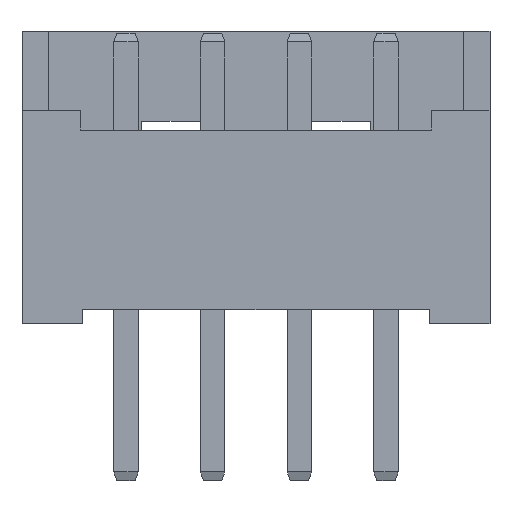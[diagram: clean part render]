
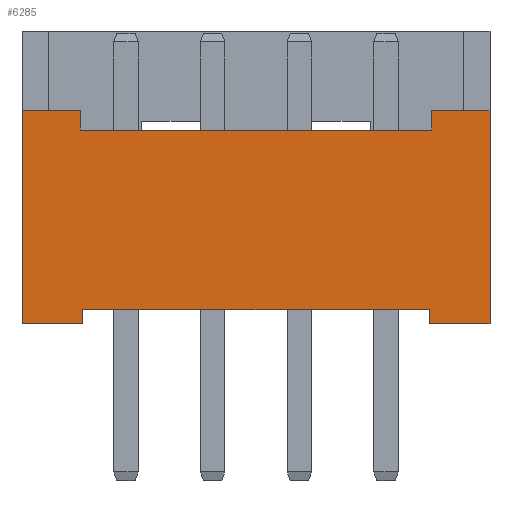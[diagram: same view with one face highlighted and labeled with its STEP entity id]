
A CAD part, front view. The second image highlights one B-rep face of the part: STEP entity #6285.
In plain terms, the highlighted planar face has unit normal (0, -1, 0).
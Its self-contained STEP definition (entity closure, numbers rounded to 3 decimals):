
#345=ORIENTED_EDGE('',*,*,#1653,.F.);
#346=ORIENTED_EDGE('',*,*,#1654,.T.);
#347=ORIENTED_EDGE('',*,*,#1655,.F.);
#348=ORIENTED_EDGE('',*,*,#1656,.F.);
#349=ORIENTED_EDGE('',*,*,#1657,.T.);
#350=ORIENTED_EDGE('',*,*,#1658,.T.);
#351=ORIENTED_EDGE('',*,*,#1659,.T.);
#352=ORIENTED_EDGE('',*,*,#1660,.T.);
#353=ORIENTED_EDGE('',*,*,#1661,.T.);
#354=ORIENTED_EDGE('',*,*,#1662,.T.);
#355=ORIENTED_EDGE('',*,*,#1663,.F.);
#356=ORIENTED_EDGE('',*,*,#1664,.F.);
#1653=EDGE_CURVE('',#2307,#2308,#2735,.T.);
#1654=EDGE_CURVE('',#2307,#2309,#2736,.T.);
#1655=EDGE_CURVE('',#2310,#2309,#2737,.T.);
#1656=EDGE_CURVE('',#2311,#2310,#2738,.T.);
#1657=EDGE_CURVE('',#2311,#2312,#2739,.T.);
#1658=EDGE_CURVE('',#2312,#2313,#2740,.T.);
#1659=EDGE_CURVE('',#2313,#2314,#2741,.T.);
#1660=EDGE_CURVE('',#2314,#2315,#2742,.T.);
#1661=EDGE_CURVE('',#2315,#2316,#2743,.T.);
#1662=EDGE_CURVE('',#2316,#2317,#2744,.T.);
#1663=EDGE_CURVE('',#2318,#2317,#2745,.T.);
#1664=EDGE_CURVE('',#2308,#2318,#2746,.T.);
#2307=VERTEX_POINT('',#7692);
#2308=VERTEX_POINT('',#7693);
#2309=VERTEX_POINT('',#7695);
#2310=VERTEX_POINT('',#7697);
#2311=VERTEX_POINT('',#7699);
#2312=VERTEX_POINT('',#7701);
#2313=VERTEX_POINT('',#7703);
#2314=VERTEX_POINT('',#7705);
#2315=VERTEX_POINT('',#7707);
#2316=VERTEX_POINT('',#7709);
#2317=VERTEX_POINT('',#7711);
#2318=VERTEX_POINT('',#7713);
#2735=LINE('',#7691,#3125);
#2736=LINE('',#7694,#3126);
#2737=LINE('',#7696,#3127);
#2738=LINE('',#7698,#3128);
#2739=LINE('',#7700,#3129);
#2740=LINE('',#7702,#3130);
#2741=LINE('',#7704,#3131);
#2742=LINE('',#7706,#3132);
#2743=LINE('',#7708,#3133);
#2744=LINE('',#7710,#3134);
#2745=LINE('',#7712,#3135);
#2746=LINE('',#7714,#3136);
#3125=VECTOR('',#6827,1000.);
#3126=VECTOR('',#6828,1000.);
#3127=VECTOR('',#6829,1000.);
#3128=VECTOR('',#6830,1000.);
#3129=VECTOR('',#6831,1000.);
#3130=VECTOR('',#6832,1000.);
#3131=VECTOR('',#6833,1000.);
#3132=VECTOR('',#6834,1000.);
#3133=VECTOR('',#6835,1000.);
#3134=VECTOR('',#6836,1000.);
#3135=VECTOR('',#6837,1000.);
#3136=VECTOR('',#6838,1000.);
#3515=EDGE_LOOP('',(#345,#346,#347,#348,#349,#350,#351,#352,#353,#354,#355,
#356));
#3815=FACE_BOUND('',#3515,.T.);
#4115=PLANE('',#6586);
#6285=ADVANCED_FACE('',(#3815),#4115,.T.);
#6586=AXIS2_PLACEMENT_3D('',#7690,#6825,#6826);
#6825=DIRECTION('',(0.,-1.,0.));
#6826=DIRECTION('',(0.,0.,-1.));
#6827=DIRECTION('',(-1.,0.,0.));
#6828=DIRECTION('',(0.,0.,-1.));
#6829=DIRECTION('',(-1.,0.,0.));
#6830=DIRECTION('',(0.,0.,-1.));
#6831=DIRECTION('',(-1.,0.,0.));
#6832=DIRECTION('',(0.,0.,-1.));
#6833=DIRECTION('',(-1.,0.,0.));
#6834=DIRECTION('',(0.,0.,1.));
#6835=DIRECTION('',(-1.,0.,0.));
#6836=DIRECTION('',(0.,0.,-1.));
#6837=DIRECTION('',(-1.,0.,0.));
#6838=DIRECTION('',(0.,0.,-1.));
#7690=CARTESIAN_POINT('',(3.374,-1.93,1.27));
#7691=CARTESIAN_POINT('',(-1.25,-1.93,0.203));
#7692=CARTESIAN_POINT('',(2.5,-1.93,0.203));
#7693=CARTESIAN_POINT('',(-2.5,-1.93,0.203));
#7694=CARTESIAN_POINT('',(2.5,-1.93,0.203));
#7695=CARTESIAN_POINT('',(2.5,-1.93,0.));
#7696=CARTESIAN_POINT('',(3.374,-1.93,0.));
#7697=CARTESIAN_POINT('',(3.374,-1.93,0.));
#7698=CARTESIAN_POINT('',(3.374,-1.93,1.27));
#7699=CARTESIAN_POINT('',(3.374,-1.93,3.073));
#7700=CARTESIAN_POINT('',(6.553,-1.93,3.073));
#7701=CARTESIAN_POINT('',(2.535,-1.93,3.073));
#7702=CARTESIAN_POINT('',(2.535,-1.93,3.073));
#7703=CARTESIAN_POINT('',(2.535,-1.93,2.794));
#7704=CARTESIAN_POINT('',(2.535,-1.93,2.794));
#7705=CARTESIAN_POINT('',(-2.535,-1.93,2.794));
#7706=CARTESIAN_POINT('',(-2.535,-1.93,2.794));
#7707=CARTESIAN_POINT('',(-2.535,-1.93,3.073));
#7708=CARTESIAN_POINT('',(6.553,-1.93,3.073));
#7709=CARTESIAN_POINT('',(-3.374,-1.93,3.073));
#7710=CARTESIAN_POINT('',(-3.374,-1.93,1.27));
#7711=CARTESIAN_POINT('',(-3.374,-1.93,0.));
#7712=CARTESIAN_POINT('',(3.374,-1.93,0.));
#7713=CARTESIAN_POINT('',(-2.5,-1.93,0.));
#7714=CARTESIAN_POINT('',(-2.5,-1.93,0.203));
